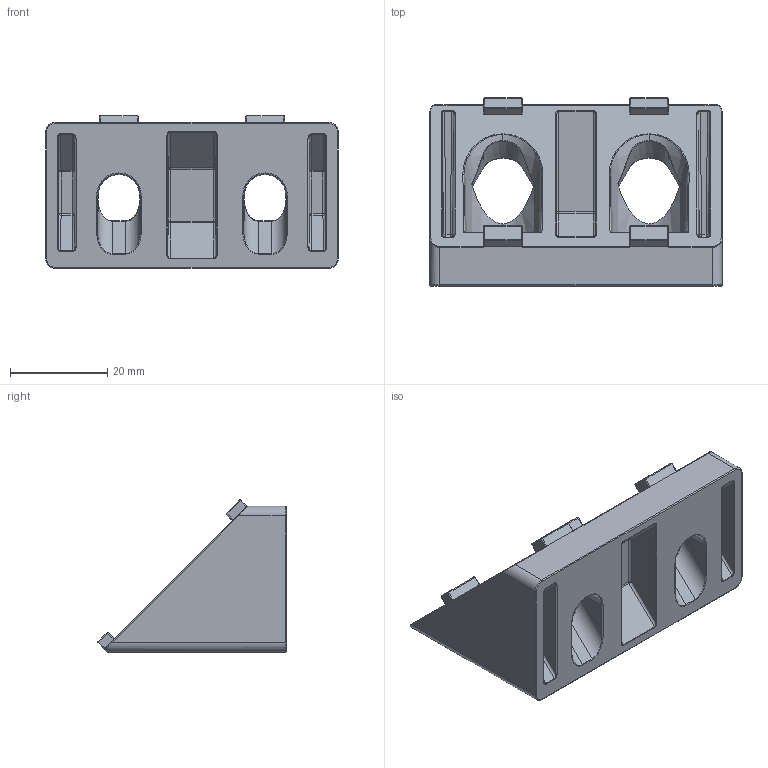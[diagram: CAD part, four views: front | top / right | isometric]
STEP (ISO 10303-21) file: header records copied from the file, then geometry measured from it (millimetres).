
FILE_DESCRIPTION (( 'STEP AP214' ), '1' );
FILE_NAME ('093WS60145N08.STEP', '2017-02-14T10:41:31', ( '' ), ( '' ), 'SwSTEP 2.0', 'SolidWorks 2016', '' );
FILE_SCHEMA (( 'AUTOMOTIVE_DESIGN' ));
Length unit declared in the file: millimetre
Products named in the file (1): 093WS60145N08
Bounding box: 60 x 38.62 x 31.33 mm (x, y, z)
Volume: 22901 mm3; surface area: 12862.2 mm2
Topology: 1 solids, 1 shells, 397 faces, 937 edges, 518 vertices
Faces by surface type: cylinder 166, bspline 80, plane 75, sphere 40, torus 24, cone 12
Entity records: 12732 total; most frequent: CARTESIAN_POINT 4512, ORIENTED_EDGE 1802, DIRECTION 1667, EDGE_CURVE 901, AXIS2_PLACEMENT_3D 650, VERTEX_POINT 510, EDGE_LOOP 409, ADVANCED_FACE 397
